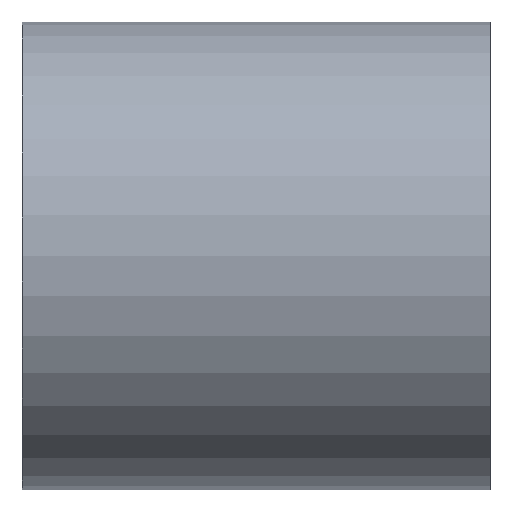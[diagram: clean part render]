
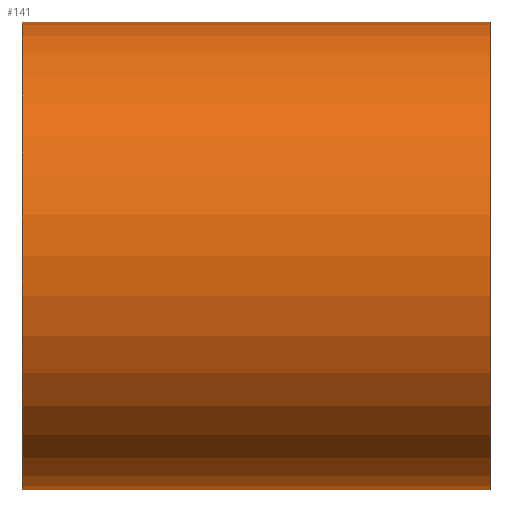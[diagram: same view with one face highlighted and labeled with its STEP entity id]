
A CAD part, top view. The second image highlights one B-rep face of the part: STEP entity #141.
In plain terms, the highlighted cylindrical face has radius 15 mm (diameter 30 mm), a partial arc.
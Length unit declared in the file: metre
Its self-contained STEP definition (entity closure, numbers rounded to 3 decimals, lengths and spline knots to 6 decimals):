
#141=ADVANCED_FACE('0:37',(#172),#173,.T.);
#172=FACE_OUTER_BOUND('',#197,.T.);
#173=CYLINDRICAL_SURFACE('',#198,0.015);
#197=EDGE_LOOP('',(#240,#241,#242,#243));
#198=AXIS2_PLACEMENT_3D('',#244,#245,#246);
#240=ORIENTED_EDGE('',*,*,#287,.T.);
#241=ORIENTED_EDGE('',*,*,#293,.F.);
#242=ORIENTED_EDGE('',*,*,#289,.T.);
#243=ORIENTED_EDGE('',*,*,#294,.F.);
#244=CARTESIAN_POINT('',(0.015,0.0,0.0));
#245=DIRECTION('',(1.0,-0.0,0.0));
#246=DIRECTION('',(0.0,1.0,0.0));
#287=EDGE_CURVE('',#314,#315,#316,.T.);
#289=EDGE_CURVE('',#319,#317,#320,.T.);
#293=EDGE_CURVE('0:61',#319,#315,#324,.T.);
#294=EDGE_CURVE('0:58',#314,#317,#325,.T.);
#314=VERTEX_POINT('',#348);
#315=VERTEX_POINT('',#349);
#316=LINE('',#350,#351);
#317=VERTEX_POINT('',#352);
#319=VERTEX_POINT('',#354);
#320=LINE('',#355,#356);
#324=CIRCLE('',#360,0.015);
#325=CIRCLE('',#361,0.015);
#348=CARTESIAN_POINT('',(0.03,0.015,0.));
#349=CARTESIAN_POINT('',(0.0,0.015,0.));
#350=CARTESIAN_POINT('',(0.015,0.015,0.));
#351=VECTOR('',#380,1.0);
#352=CARTESIAN_POINT('',(0.03,-0.015,0.));
#354=CARTESIAN_POINT('',(0.0,-0.015,0.));
#355=CARTESIAN_POINT('',(0.015,-0.015,0.));
#356=VECTOR('',#384,1.0);
#360=AXIS2_PLACEMENT_3D('',#394,#395,#396);
#361=AXIS2_PLACEMENT_3D('',#397,#398,#399);
#380=DIRECTION('',(-1.0,0.0,-0.0));
#384=DIRECTION('',(1.0,0.0,0.0));
#394=CARTESIAN_POINT('',(0.0,0.0,0.0));
#395=DIRECTION('',(-1.0,0.0,0.0));
#396=DIRECTION('',(0.0,1.0,0.0));
#397=CARTESIAN_POINT('',(0.03,0.0,0.0));
#398=DIRECTION('',(1.0,0.0,0.0));
#399=DIRECTION('',(0.0,1.0,0.0));
